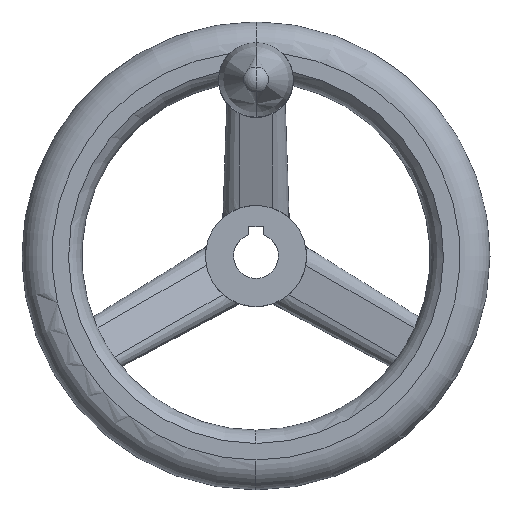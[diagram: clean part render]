
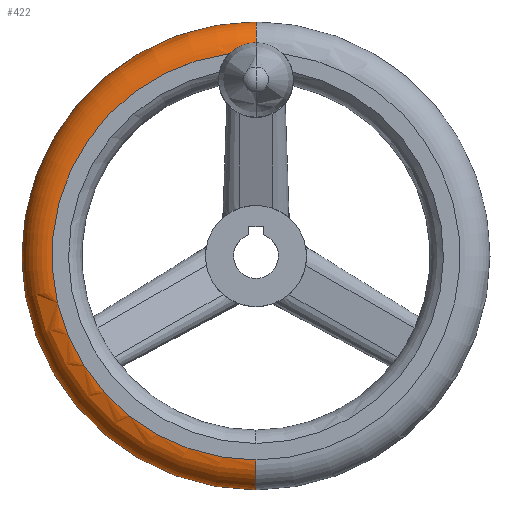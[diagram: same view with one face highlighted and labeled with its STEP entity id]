
A CAD part, top view. The second image highlights one B-rep face of the part: STEP entity #422.
In plain terms, the highlighted toroidal (fillet/blend) face has major radius 54.5 mm and minor radius 8 mm.
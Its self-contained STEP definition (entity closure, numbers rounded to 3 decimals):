
#292=VERTEX_POINT('',#837);
#330=EDGE_CURVE('',#728,#292,#876,.T.);
#350=VERTEX_POINT('',#898);
#368=VERTEX_POINT('',#916);
#370=EDGE_CURVE('',#638,#368,#918,.T.);
#422=ADVANCED_FACE('',(#975),#976,.T.);
#530=EDGE_CURVE('',#350,#292,#1093,.T.);
#638=VERTEX_POINT('',#1218);
#728=VERTEX_POINT('',#1315);
#742=EDGE_CURVE('',#350,#368,#1329,.T.);
#746=EDGE_CURVE('',#638,#728,#1333,.T.);
#837=CARTESIAN_POINT('',(0.,54.5,36.0));
#876=CIRCLE('',#1493,54.5);
#898=CARTESIAN_POINT('',(0.,62.5,28.0));
#916=CARTESIAN_POINT('',(0.,-62.5,28.0));
#918=CIRCLE('',#1610,8.);
#975=FACE_OUTER_BOUND('',#1776,.T.);
#976=TOROIDAL_SURFACE('',#1777,54.5,8.);
#1093=CIRCLE('',#1967,8.);
#1218=CARTESIAN_POINT('',(0.,-54.5,36.0));
#1315=CARTESIAN_POINT('',(-7.107,54.035,36.));
#1329=CIRCLE('',#2397,62.5);
#1333=CIRCLE('',#2402,54.5);
#1493=AXIS2_PLACEMENT_3D('',#2570,#2571,#2572);
#1610=AXIS2_PLACEMENT_3D('',#2622,#2623,#2624);
#1776=EDGE_LOOP('',(#2680,#2681,#2682,#2683,#2684));
#1777=AXIS2_PLACEMENT_3D('',#2685,#2686,#2687);
#1967=AXIS2_PLACEMENT_3D('',#2800,#2801,#2802);
#2397=AXIS2_PLACEMENT_3D('',#3106,#3107,#3108);
#2402=AXIS2_PLACEMENT_3D('',#3109,#3110,#3111);
#2570=CARTESIAN_POINT('',(0.,0.,36.0));
#2571=DIRECTION('',(0.,0.,-1.0));
#2572=DIRECTION('',(0.,1.0,0.));
#2622=CARTESIAN_POINT('',(0.,-54.5,28.0));
#2623=DIRECTION('',(1.0,0.,0.));
#2624=DIRECTION('',(0.,-1.0,0.));
#2680=ORIENTED_EDGE('',*,*,#742,.T.);
#2681=ORIENTED_EDGE('',*,*,#370,.F.);
#2682=ORIENTED_EDGE('',*,*,#746,.T.);
#2683=ORIENTED_EDGE('',*,*,#330,.T.);
#2684=ORIENTED_EDGE('',*,*,#530,.F.);
#2685=CARTESIAN_POINT('',(0.,0.,28.0));
#2686=DIRECTION('',(0.,0.,1.0));
#2687=DIRECTION('',(0.,1.0,0.0));
#2800=CARTESIAN_POINT('',(0.,54.5,28.0));
#2801=DIRECTION('',(1.0,0.,0.));
#2802=DIRECTION('',(0.,1.0,0.));
#3106=CARTESIAN_POINT('',(0.,0.,28.0));
#3107=DIRECTION('',(0.,0.,1.0));
#3108=DIRECTION('',(1.0,0.0,0.));
#3109=CARTESIAN_POINT('',(0.,0.,36.0));
#3110=DIRECTION('',(0.,0.,-1.0));
#3111=DIRECTION('',(0.,1.0,0.));
